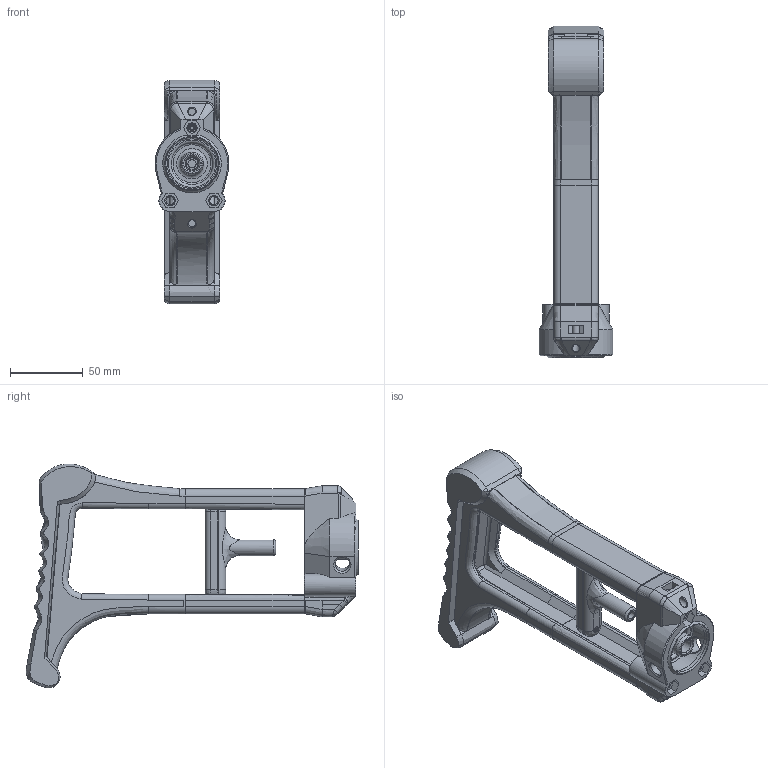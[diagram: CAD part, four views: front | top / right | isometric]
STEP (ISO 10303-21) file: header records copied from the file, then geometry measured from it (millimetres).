
FILE_DESCRIPTION(/* description */ (''),/* implementation_level */ '2;1');
FILE_NAME(/* name */ 'Skewer Stock v24.step',/* time_stamp */ '2022-04-17T21:00:15-04:00',/* author */ (''),/* organization */ (''),/* preprocessor_version */ 'ST-DEVELOPER v18.1',/* originating_system */ 'Autodesk Translation Framework v10.14.0.1471',/* authorisation */ '');
FILE_SCHEMA (('AUTOMOTIVE_DESIGN { 1 0 10303 214 3 1 1 }'));
Products named in the file (1): Skewer Stock
Bounding box: 50.65 x 228.16 x 153.93 mm (x, y, z)
Volume: 329393.5 mm3; surface area: 103042.8 mm2
Topology: 9 solids, 9 shells, 699 faces, 1879 edges, 1193 vertices
Faces by surface type: plane 308, bspline 217, cylinder 86, cone 77, torus 11
Full cylindrical faces by diameter (mm): 2.438 x2, 2.489 x2, 3.048 x2, 4.826 x6, 5.588 x7, 6.35 x2, 8.89 x1, 9.906 x2, 11 x1, 15.6 x2, 15.875 x1, 28.575 x1, 36.17 x1
Entity records: 45781 total; most frequent: CARTESIAN_POINT 29895, ORIENTED_EDGE 3758, DIRECTION 2569, EDGE_CURVE 1879, VERTEX_POINT 1193, LINE 913, VECTOR 913, AXIS2_PLACEMENT_3D 828
